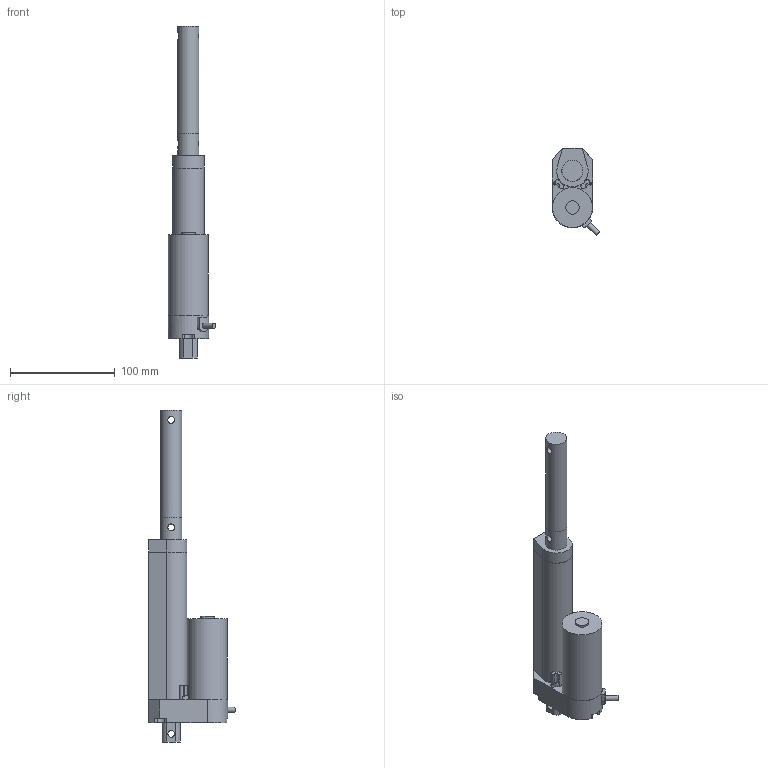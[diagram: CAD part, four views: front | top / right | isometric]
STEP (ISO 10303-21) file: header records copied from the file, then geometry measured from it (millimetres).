
FILE_DESCRIPTION(/* description */ (''),/* implementation_level */ '2;1');
FILE_NAME(/* name */ 'LinearActuator-100mm-1500N-5.7mms v4.step',/* time_stamp */ '2018-10-04T00:33:25+01:00',/* author */ ('x3msnake'),/* organization */ (''),/* preprocessor_version */ 'ST-DEVELOPER v17.2',/* originating_system */ 'Autodesk Translation Framework v7.6.0.251',/* authorisation */ '');
FILE_SCHEMA (('AUTOMOTIVE_DESIGN { 1 0 10303 214 3 1 1 }'));
Length unit declared in the file: millimetre
Products named in the file (1): LinearActuator-100mm-1500N-5.7mms
Bounding box: 45.33 x 82.92 x 316.47 mm (x, y, z)
Volume: 326139.4 mm3; surface area: 47589.5 mm2
Topology: 2 solids, 2 shells, 88 faces, 224 edges, 150 vertices
Faces by surface type: plane 45, cylinder 36, cone 6, bspline 1
Full cylindrical faces by diameter (mm): 5 x1, 6.5 x3, 12.8 x1, 20.1 x2, 38.1 x1
Entity records: 3210 total; most frequent: CARTESIAN_POINT 927, DIRECTION 480, ORIENTED_EDGE 448, EDGE_CURVE 224, AXIS2_PLACEMENT_3D 180, VERTEX_POINT 150, LINE 120, VECTOR 120
